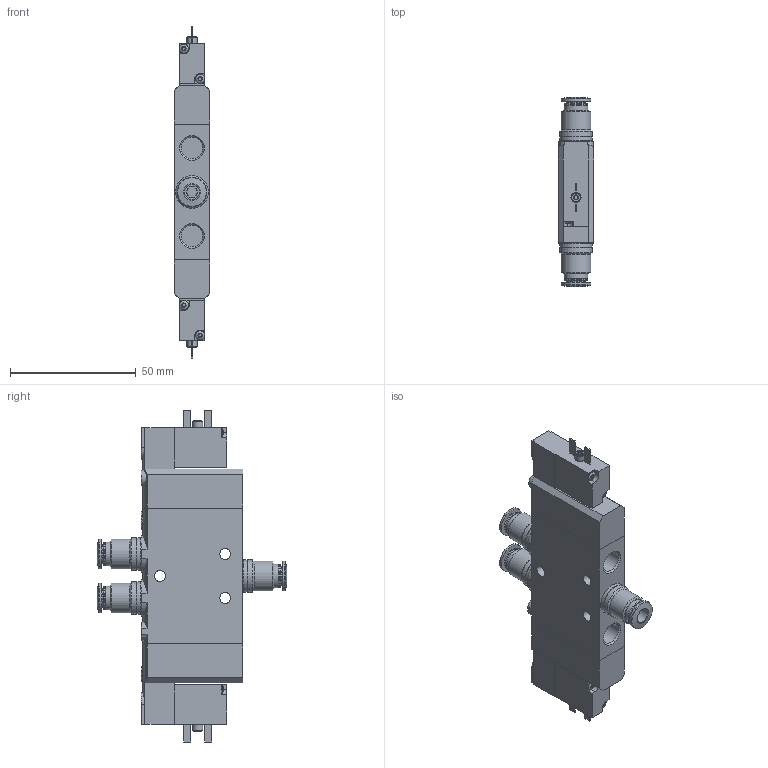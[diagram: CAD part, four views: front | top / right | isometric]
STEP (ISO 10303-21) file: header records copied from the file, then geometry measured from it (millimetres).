
FILE_DESCRIPTION(/* description */ ('STEP AP214'),/* implementation_level */ '2;1');
FILE_NAME(/* name */ '196907_CPE14-M1BH-5J-QS-6',/* time_stamp */ '2024-08-06T17:53:52+02:00',/* author */ ('License CC BY-ND 4.0'),/* organization */ ('CADENAS'),/* preprocessor_version */ 'ST-DEVELOPER v19.3',/* originating_system */ 'PARTsolutions',/* authorisation */ ' ');
FILE_SCHEMA (('AUTOMOTIVE_DESIGN {1 0 10303 214 3 1 1}'));
Length unit declared in the file: millimetre
Products named in the file (4): 196907 CPE14-M1BH-5J-QS-6; CPE14-...-5; 186107 QS-G1/8-6-I; CPE14-KMYZ9_M1BH
Assembly tree (6 placements, depth 2):
  196907 CPE14-M1BH-5J-QS-6
    CPE14-...-5
    186107 QS-G1/8-6-I  x3
    CPE14-KMYZ9_M1BH  x2
Bounding box: 14 x 75.2 x 132 mm (x, y, z)
Volume: 58724.2 mm3; surface area: 22562.6 mm2
Topology: 6 solids, 6 shells, 389 faces, 907 edges, 576 vertices
Faces by surface type: plane 169, cylinder 144, cone 63, torus 13
Full cylindrical faces by diameter (mm): 1.567 x2, 2 x2, 2.459 x4, 2.5 x2, 3.6 x4, 4 x2, 4.4 x3, 4.55 x2, 6 x5, 7.4 x3, 8.566 x5, 9.5 x6, 9.728 x3, 11.8 x6, 12.4 x6, 13 x6
Entity records: 5671 total; most frequent: CARTESIAN_POINT 1084, DIRECTION 869, ORIENTED_EDGE 766, EDGE_CURVE 383, AXIS2_PLACEMENT_3D 344, EDGE_LOOP 276, FACE_BOUND 276, VERTEX_POINT 275
